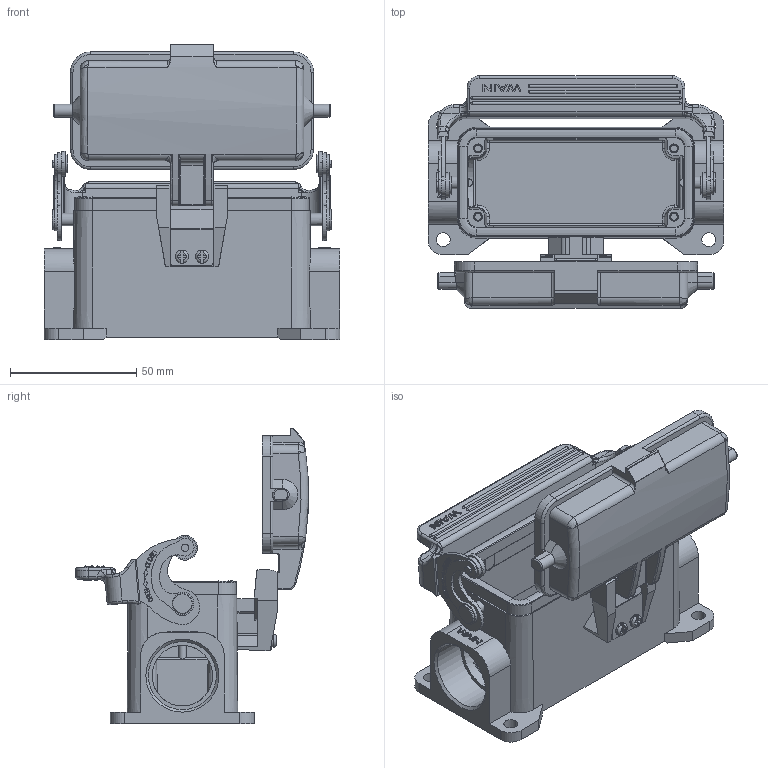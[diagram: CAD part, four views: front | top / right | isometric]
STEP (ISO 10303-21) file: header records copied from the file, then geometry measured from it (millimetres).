
FILE_DESCRIPTION(/* description */ (''),/* implementation_level */ '2;1');
FILE_NAME(/* name */ '3D_1240162611011_HV16B-SF-1L_SC-CV-PG21_V1.1.stp',/* time_stamp */ '2024-01-03T10:45:49+08:00',/* author */ (''),/* organization */ (''),/* preprocessor_version */ 'ST-DEVELOPER v18.1',/* originating_system */ 'SIEMENS PLM Software NX 1980',/* authorisation */ '');
FILE_SCHEMA (('AUTOMOTIVE_DESIGN { 1 0 10303 214 3 1 1 1 }'));
Products named in the file (1): 145913980AD9nykr
Bounding box: 117 x 92.19 x 116.82 mm (x, y, z)
Volume: 132466.7 mm3; surface area: 96304 mm2
Topology: 21 solids, 22 shells, 1912 faces, 5077 edges, 3287 vertices
Faces by surface type: cylinder 835, plane 788, torus 105, cone 59, bspline 50, sphere 40, extrusion 35
Full cylindrical faces by diameter (mm): 1.9 x3, 3 x5, 4 x2, 4.9 x3, 8 x3, 24 x1, 26.5 x1, 26.9 x1
Entity records: 78364 total; most frequent: CARTESIAN_POINT 32984, ORIENTED_EDGE 10022, DIRECTION 8104, EDGE_CURVE 5011, VERTEX_POINT 3275, AXIS2_PLACEMENT_3D 2879, VECTOR 2346, LINE 2311
